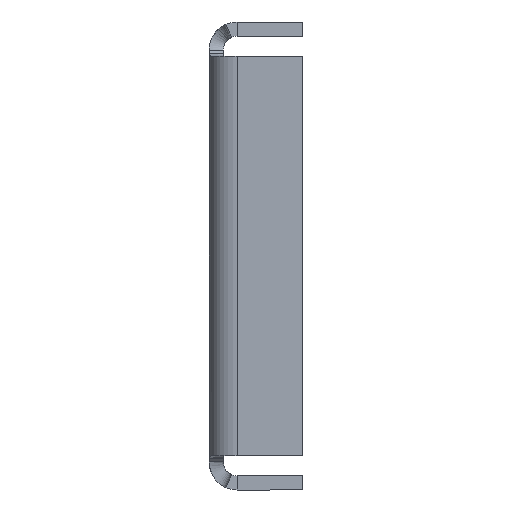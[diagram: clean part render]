
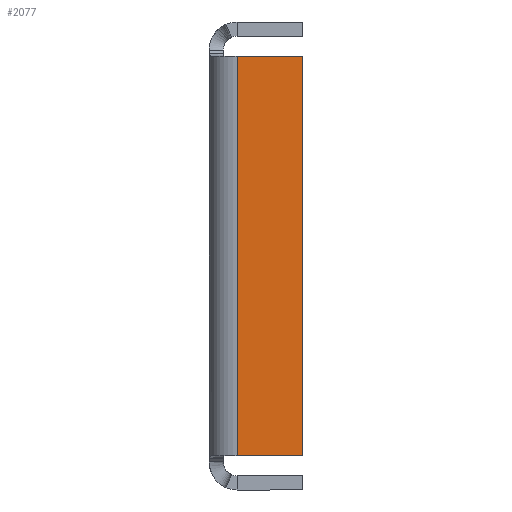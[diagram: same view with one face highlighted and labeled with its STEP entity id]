
A CAD part, left-side view. The second image highlights one B-rep face of the part: STEP entity #2077.
In plain terms, the highlighted planar face has unit normal (-1, 0, 0).
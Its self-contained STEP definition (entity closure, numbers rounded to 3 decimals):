
#6 = EDGE_CURVE ( 'NONE', #2154, #769, #2311, .T. ) ;
#246 = AXIS2_PLACEMENT_3D ( 'NONE', #1229, #690, #1957 ) ;
#317 = VERTEX_POINT ( 'NONE', #1757 ) ;
#318 = DIRECTION ( 'NONE',  ( 0., 1., 0. ) ) ;
#501 = PLANE ( 'NONE',  #246 ) ;
#545 = CARTESIAN_POINT ( 'NONE',  ( -123.5, -3., -21.346 ) ) ;
#690 = DIRECTION ( 'NONE',  ( -1., 0., 0. ) ) ;
#701 = CARTESIAN_POINT ( 'NONE',  ( -123.5, -3., 21.346 ) ) ;
#769 = VERTEX_POINT ( 'NONE', #1621 ) ;
#802 = DIRECTION ( 'NONE',  ( 0., 0., -1. ) ) ;
#827 = ORIENTED_EDGE ( 'NONE', *, *, #6, .F. ) ;
#874 = CARTESIAN_POINT ( 'NONE',  ( -123.5, -0.654, 21.346 ) ) ;
#1005 = LINE ( 'NONE', #1365, #2059 ) ;
#1156 = ORIENTED_EDGE ( 'NONE', *, *, #2296, .T. ) ;
#1229 = CARTESIAN_POINT ( 'NONE',  ( -123.5, 120.693, 0. ) ) ;
#1256 = VERTEX_POINT ( 'NONE', #545 ) ;
#1329 = CARTESIAN_POINT ( 'NONE',  ( -123.5, -10., -21.346 ) ) ;
#1353 = LINE ( 'NONE', #1329, #1984 ) ;
#1365 = CARTESIAN_POINT ( 'NONE',  ( -123.5, -0.654, -21.346 ) ) ;
#1391 = ORIENTED_EDGE ( 'NONE', *, *, #1975, .F. ) ;
#1401 = DIRECTION ( 'NONE',  ( 0., -1., 0. ) ) ;
#1415 = ORIENTED_EDGE ( 'NONE', *, *, #1932, .F. ) ;
#1569 = FACE_OUTER_BOUND ( 'NONE', #1595, .T. ) ;
#1595 = EDGE_LOOP ( 'NONE', ( #827, #1156, #1391, #1415 ) ) ;
#1621 = CARTESIAN_POINT ( 'NONE',  ( -123.5, -10., 21.346 ) ) ;
#1688 = CARTESIAN_POINT ( 'NONE',  ( -123.5, -3., 0. ) ) ;
#1702 = LINE ( 'NONE', #1688, #2247 ) ;
#1757 = CARTESIAN_POINT ( 'NONE',  ( -123.5, -10., -21.346 ) ) ;
#1932 = EDGE_CURVE ( 'NONE', #769, #317, #1353, .T. ) ;
#1957 = DIRECTION ( 'NONE',  ( 0., 0., 1. ) ) ;
#1975 = EDGE_CURVE ( 'NONE', #317, #1256, #1005, .T. ) ;
#1984 = VECTOR ( 'NONE', #802, 1000. ) ;
#1985 = VECTOR ( 'NONE', #1401, 1000. ) ;
#2053 = DIRECTION ( 'NONE',  ( 0., 0., -1. ) ) ;
#2059 = VECTOR ( 'NONE', #318, 1000. ) ;
#2077 = ADVANCED_FACE ( 'NONE', ( #1569 ), #501, .T. ) ;
#2154 = VERTEX_POINT ( 'NONE', #701 ) ;
#2247 = VECTOR ( 'NONE', #2053, 1000. ) ;
#2296 = EDGE_CURVE ( 'NONE', #2154, #1256, #1702, .T. ) ;
#2311 = LINE ( 'NONE', #874, #1985 ) ;
